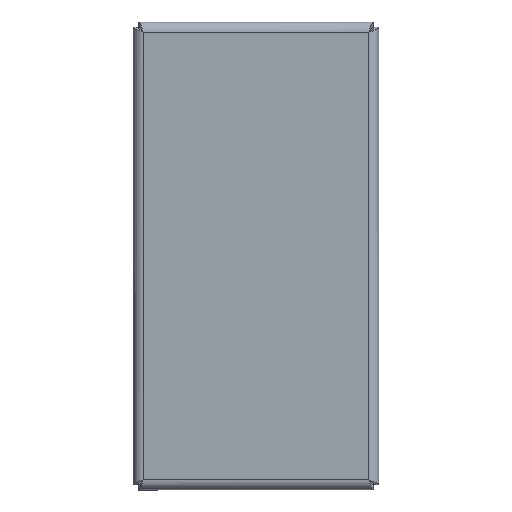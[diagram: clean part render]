
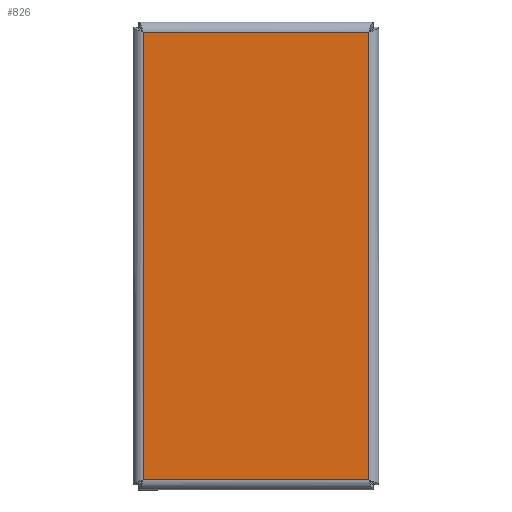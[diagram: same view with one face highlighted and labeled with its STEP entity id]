
A CAD part, front view. The second image highlights one B-rep face of the part: STEP entity #826.
In plain terms, the highlighted planar face has unit normal (0, -1, 0).
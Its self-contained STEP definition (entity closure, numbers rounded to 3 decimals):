
#95=FACE_OUTER_BOUND($,#139,.T.);
#139=EDGE_LOOP($,(#654,#655,#656,#657));
#171=LINE($,#1104,#259);
#186=LINE($,#1202,#274);
#200=LINE($,#1298,#288);
#214=LINE($,#1393,#302);
#259=VECTOR($,#909,67.);
#274=VECTOR($,#936,133.);
#288=VECTOR($,#962,67.);
#302=VECTOR($,#988,133.);
#348=VERTEX_POINT($,#1095);
#349=VERTEX_POINT($,#1103);
#358=VERTEX_POINT($,#1201);
#366=VERTEX_POINT($,#1297);
#408=EDGE_CURVE($,#349,#348,#171,.T.);
#427=EDGE_CURVE($,#358,#349,#186,.T.);
#445=EDGE_CURVE($,#366,#358,#200,.T.);
#463=EDGE_CURVE($,#348,#366,#214,.T.);
#654=ORIENTED_EDGE($,*,*,#408,.T.);
#655=ORIENTED_EDGE($,*,*,#463,.T.);
#656=ORIENTED_EDGE($,*,*,#445,.T.);
#657=ORIENTED_EDGE($,*,*,#427,.T.);
#735=PLANE($,#867);
#826=ADVANCED_FACE($,(#95),#735,.T.);
#867=AXIS2_PLACEMENT_3D($,#1476,#1012,#1013);
#909=DIRECTION($,(-1.,0.,0.));
#936=DIRECTION($,(0.,0.,1.));
#962=DIRECTION($,(1.,0.,0.));
#988=DIRECTION($,(0.,0.,-1.));
#1012=DIRECTION('center_axis',(0.,-1.,0.));
#1013=DIRECTION('ref_axis',(0.,0.,-1.));
#1095=CARTESIAN_POINT('',(-33.5,-24.,66.5));
#1103=CARTESIAN_POINT('',(33.5,-24.,66.5));
#1104=CARTESIAN_POINT($,(16.75,-24.,66.5));
#1201=CARTESIAN_POINT('',(33.5,-24.,-66.5));
#1202=CARTESIAN_POINT($,(33.5,-24.,-33.25));
#1297=CARTESIAN_POINT('',(-33.5,-24.,-66.5));
#1298=CARTESIAN_POINT($,(-16.75,-24.,-66.5));
#1393=CARTESIAN_POINT($,(-33.5,-24.,33.25));
#1476=CARTESIAN_POINT('Origin',(0.,-24.,0.));
